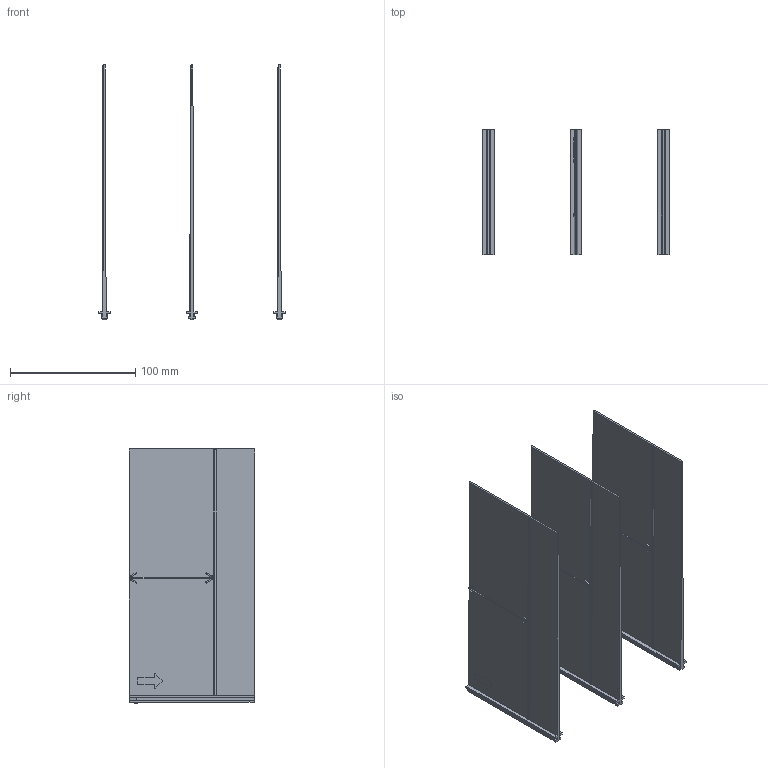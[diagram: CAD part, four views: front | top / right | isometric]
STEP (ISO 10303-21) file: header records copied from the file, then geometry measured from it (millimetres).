
FILE_DESCRIPTION((''),'2;1');
FILE_NAME('1SDH002065A1401_IGES','2019-07-04T',('ITSTCAR1'),(''),'CREO PARAMETRIC BY PTC INC, 2016050','CREO PARAMETRIC BY PTC INC, 2016050','');
FILE_SCHEMA(('AUTOMOTIVE_DESIGN { 1 0 10303 214 1 1 1 1 }'));
Length unit declared in the file: millimetre
Products named in the file (1): 1SDH002065A1401_IGES
Bounding box: 149 x 100 x 204.6 mm (x, y, z)
Volume: 127919.7 mm3; surface area: 132285.2 mm2
Topology: 3 solids, 3 shells, 174 faces, 501 edges, 339 vertices
Faces by surface type: plane 114, cylinder 54, torus 6
Entity records: 8574 total; most frequent: CARTESIAN_POINT 2200, ORIENTED_EDGE 1002, DIRECTION 864, EDGE_CURVE 501, VERTEX_POINT 339, VECTOR 336, LINE 336, AXIS2_PLACEMENT_3D 264
